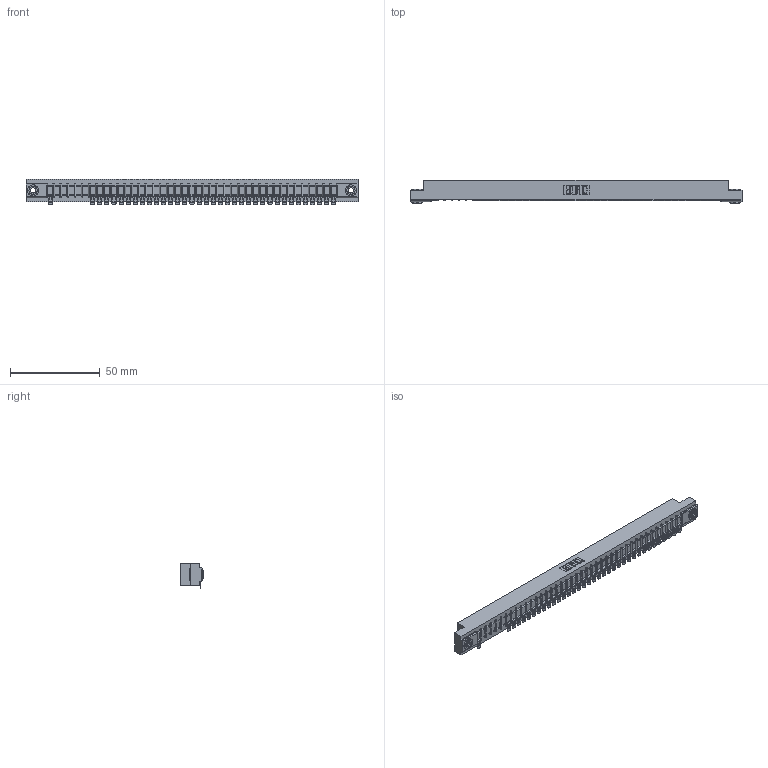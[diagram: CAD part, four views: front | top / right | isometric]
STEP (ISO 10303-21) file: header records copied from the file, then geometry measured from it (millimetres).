
FILE_DESCRIPTION (( 'STEP AP203' ), '1' );
FILE_NAME ('357-041-554-103.STEP', '2018-08-11T07:20:15', ( '' ), ( '' ), 'SwSTEP 2.0', 'SolidWorks 2016', '' );
FILE_SCHEMA (( 'CONFIG_CONTROL_DESIGN' ));
Length unit declared in the file: inch
Products named in the file (4): 307 Part_.156 Dia Mounting Holes; 307-290-002_554; 345-250-002_345-250-002-102; 357-041-554-103
Assembly tree (39 placements, depth 2):
  357-041-554-103
    307 Part_.156 Dia Mounting Holes
    307-290-002_554  x36
    345-250-002_345-250-002-102  x2
Bounding box: 185.47 x 13.36 x 14.52 mm (x, y, z)
Volume: 19709.8 mm3; surface area: 24221.5 mm2
Topology: 39 solids, 39 shells, 3228 faces, 9863 edges, 6458 vertices
Faces by surface type: plane 1810, cylinder 1326, sphere 84, cone 8
Entity records: 37142 total; most frequent: CARTESIAN_POINT 6266, ORIENTED_EDGE 6252, DIRECTION 6104, EDGE_CURVE 3126, LINE 2380, VECTOR 2380, VERTEX_POINT 2024, AXIS2_PLACEMENT_3D 1862
